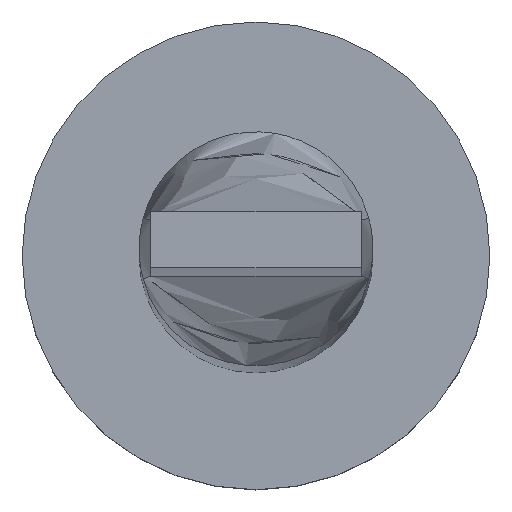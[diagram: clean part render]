
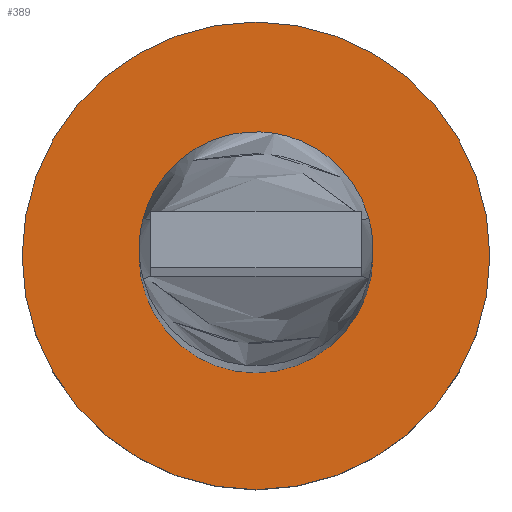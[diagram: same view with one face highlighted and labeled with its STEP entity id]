
A CAD part, top view. The second image highlights one B-rep face of the part: STEP entity #389.
In plain terms, the highlighted planar face has unit normal (0, 0, 1).
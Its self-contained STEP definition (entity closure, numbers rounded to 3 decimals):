
#5 = DIRECTION ( 'NONE',  ( 1., 0., 0. ) ) ;
#9 = DIRECTION ( 'NONE',  ( 0., 0., 1. ) ) ;
#15 = CIRCLE ( 'NONE', #156, 5. ) ;
#17 = DIRECTION ( 'NONE',  ( 1., 0., 0. ) ) ;
#18 = EDGE_CURVE ( 'NONE', #489, #118, #15, .T. ) ;
#23 = DIRECTION ( 'NONE',  ( 1., 0., 0. ) ) ;
#49 = CARTESIAN_POINT ( 'NONE',  ( 2.5, 0., 3. ) ) ;
#51 = CARTESIAN_POINT ( 'NONE',  ( 0., 0., 3. ) ) ;
#68 = ORIENTED_EDGE ( 'NONE', *, *, #333, .T. ) ;
#72 = CIRCLE ( 'NONE', #474, 2.5 ) ;
#73 = EDGE_LOOP ( 'NONE', ( #68, #354 ) ) ;
#94 = CARTESIAN_POINT ( 'NONE',  ( 0., 0., 3. ) ) ;
#107 = CARTESIAN_POINT ( 'NONE',  ( 0., 0., 3. ) ) ;
#118 = VERTEX_POINT ( 'NONE', #120 ) ;
#120 = CARTESIAN_POINT ( 'NONE',  ( -5., 0., 3. ) ) ;
#134 = EDGE_LOOP ( 'NONE', ( #546, #247 ) ) ;
#139 = PLANE ( 'NONE',  #335 ) ;
#141 = EDGE_CURVE ( 'NONE', #453, #369, #72, .T. ) ;
#151 = CIRCLE ( 'NONE', #245, 5. ) ;
#156 = AXIS2_PLACEMENT_3D ( 'NONE', #464, #208, #17 ) ;
#197 = EDGE_CURVE ( 'NONE', #369, #453, #460, .T. ) ;
#208 = DIRECTION ( 'NONE',  ( 0., 0., 1. ) ) ;
#221 = AXIS2_PLACEMENT_3D ( 'NONE', #107, #285, #462 ) ;
#227 = FACE_BOUND ( 'NONE', #134, .T. ) ;
#242 = DIRECTION ( 'NONE',  ( 0., 0., 1. ) ) ;
#245 = AXIS2_PLACEMENT_3D ( 'NONE', #51, #9, #449 ) ;
#247 = ORIENTED_EDGE ( 'NONE', *, *, #197, .F. ) ;
#248 = CARTESIAN_POINT ( 'NONE',  ( 5., 0., 3. ) ) ;
#285 = DIRECTION ( 'NONE',  ( 0., 0., 1. ) ) ;
#333 = EDGE_CURVE ( 'NONE', #118, #489, #151, .T. ) ;
#335 = AXIS2_PLACEMENT_3D ( 'NONE', #94, #450, #5 ) ;
#354 = ORIENTED_EDGE ( 'NONE', *, *, #18, .T. ) ;
#361 = FACE_OUTER_BOUND ( 'NONE', #73, .T. ) ;
#369 = VERTEX_POINT ( 'NONE', #49 ) ;
#389 = ADVANCED_FACE ( 'NONE', ( #227, #361 ), #139, .T. ) ;
#413 = CARTESIAN_POINT ( 'NONE',  ( -2.5, 0., 3. ) ) ;
#449 = DIRECTION ( 'NONE',  ( 1., 0., 0. ) ) ;
#450 = DIRECTION ( 'NONE',  ( 0., 0., 1. ) ) ;
#453 = VERTEX_POINT ( 'NONE', #413 ) ;
#460 = CIRCLE ( 'NONE', #221, 2.5 ) ;
#462 = DIRECTION ( 'NONE',  ( 1., 0., 0. ) ) ;
#464 = CARTESIAN_POINT ( 'NONE',  ( 0., 0., 3. ) ) ;
#474 = AXIS2_PLACEMENT_3D ( 'NONE', #551, #242, #23 ) ;
#489 = VERTEX_POINT ( 'NONE', #248 ) ;
#546 = ORIENTED_EDGE ( 'NONE', *, *, #141, .F. ) ;
#551 = CARTESIAN_POINT ( 'NONE',  ( 0., 0., 3. ) ) ;
